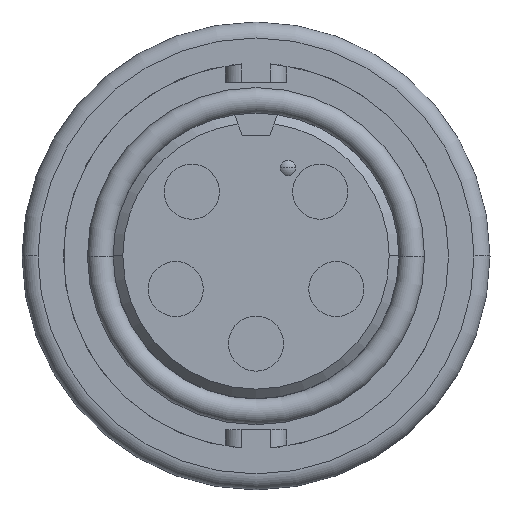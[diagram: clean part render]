
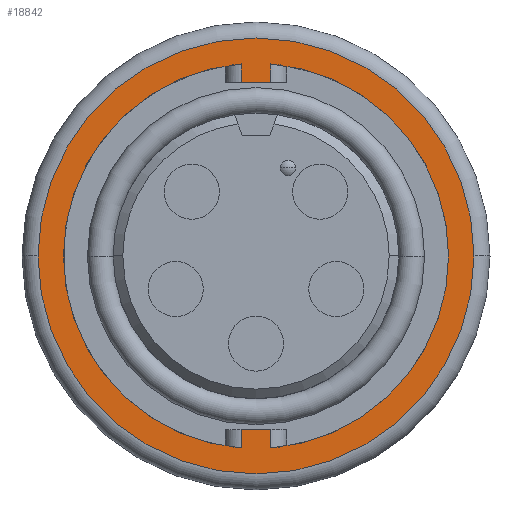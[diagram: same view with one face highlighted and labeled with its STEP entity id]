
A CAD part, top view. The second image highlights one B-rep face of the part: STEP entity #18842.
In plain terms, the highlighted planar face has unit normal (0, 0, 1).
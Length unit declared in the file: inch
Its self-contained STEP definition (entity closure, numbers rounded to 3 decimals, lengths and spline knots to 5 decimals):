
#215 = FACE_OUTER_BOUND ( 'NONE', #4301, .T. ) ;
#450 = EDGE_CURVE ( 'NONE', #17308, #2182, #13251, .T. ) ;
#598 = LINE ( 'NONE', #6125, #12757 ) ;
#614 = EDGE_CURVE ( 'NONE', #18693, #4780, #12336, .T. ) ;
#661 = DIRECTION ( 'NONE',  ( 1., 0., 0. ) ) ;
#896 = CARTESIAN_POINT ( 'NONE',  ( -0.0275, -0.35895, -0.08324 ) ) ;
#1154 = ORIENTED_EDGE ( 'NONE', *, *, #12890, .T. ) ;
#1489 = ORIENTED_EDGE ( 'NONE', *, *, #7175, .T. ) ;
#1691 = CIRCLE ( 'NONE', #15356, 0.4075 ) ;
#2069 = CARTESIAN_POINT ( 'NONE',  ( 0.0275, -0.325, -0.08324 ) ) ;
#2182 = VERTEX_POINT ( 'NONE', #15140 ) ;
#2401 = DIRECTION ( 'NONE',  ( 0., 0., 1. ) ) ;
#2740 = CARTESIAN_POINT ( 'NONE',  ( -0.0275, 0.375, -0.08324 ) ) ;
#3589 = DIRECTION ( 'NONE',  ( 0., 1., 0. ) ) ;
#3763 = VECTOR ( 'NONE', #4205, 39.37008 ) ;
#4205 = DIRECTION ( 'NONE',  ( 0., -1., 0. ) ) ;
#4254 = VERTEX_POINT ( 'NONE', #6197 ) ;
#4260 = CARTESIAN_POINT ( 'NONE',  ( 0., 0., -0.08324 ) ) ;
#4282 = VERTEX_POINT ( 'NONE', #16594 ) ;
#4283 = CARTESIAN_POINT ( 'NONE',  ( 0.0275, 0.375, -0.08324 ) ) ;
#4301 = EDGE_LOOP ( 'NONE', ( #11643, #12472 ) ) ;
#4600 = DIRECTION ( 'NONE',  ( 0., -1., 0. ) ) ;
#4780 = VERTEX_POINT ( 'NONE', #8727 ) ;
#5150 = LINE ( 'NONE', #12308, #12052 ) ;
#5722 = DIRECTION ( 'NONE',  ( 1., 0., 0. ) ) ;
#6047 = AXIS2_PLACEMENT_3D ( 'NONE', #4260, #14547, #5722 ) ;
#6125 = CARTESIAN_POINT ( 'NONE',  ( 0.0275, -0.375, -0.08324 ) ) ;
#6191 = DIRECTION ( 'NONE',  ( 0., 0., 1. ) ) ;
#6197 = CARTESIAN_POINT ( 'NONE',  ( 0.0275, 0.35895, -0.08324 ) ) ;
#6262 = VECTOR ( 'NONE', #4600, 39.37008 ) ;
#6343 = VECTOR ( 'NONE', #661, 39.37008 ) ;
#6959 = CARTESIAN_POINT ( 'NONE',  ( 0., 0., -0.08324 ) ) ;
#7130 = AXIS2_PLACEMENT_3D ( 'NONE', #7218, #17521, #8717 ) ;
#7175 = EDGE_CURVE ( 'NONE', #15543, #11452, #9812, .T. ) ;
#7218 = CARTESIAN_POINT ( 'NONE',  ( 0., 0., -0.08324 ) ) ;
#7355 = EDGE_CURVE ( 'NONE', #7743, #15364, #7968, .T. ) ;
#7712 = CARTESIAN_POINT ( 'NONE',  ( -0.4075, 0., -0.08324 ) ) ;
#7743 = VERTEX_POINT ( 'NONE', #7712 ) ;
#7968 = CIRCLE ( 'NONE', #7130, 0.4075 ) ;
#8028 = ORIENTED_EDGE ( 'NONE', *, *, #17851, .F. ) ;
#8254 = PLANE ( 'NONE',  #16417 ) ;
#8467 = DIRECTION ( 'NONE',  ( 1., 0., 0. ) ) ;
#8717 = DIRECTION ( 'NONE',  ( 1., 0., 0. ) ) ;
#8727 = CARTESIAN_POINT ( 'NONE',  ( 0.36, 0., -0.08324 ) ) ;
#8761 = CARTESIAN_POINT ( 'NONE',  ( 0., 0., -0.08324 ) ) ;
#9036 = EDGE_CURVE ( 'NONE', #18693, #17308, #598, .T. ) ;
#9320 = ORIENTED_EDGE ( 'NONE', *, *, #614, .F. ) ;
#9347 = EDGE_CURVE ( 'NONE', #4282, #15775, #9537, .T. ) ;
#9361 = ORIENTED_EDGE ( 'NONE', *, *, #450, .T. ) ;
#9364 = VECTOR ( 'NONE', #18706, 39.37008 ) ;
#9537 = CIRCLE ( 'NONE', #14749, 0.36 ) ;
#9745 = CARTESIAN_POINT ( 'NONE',  ( 0.4075, 0., -0.08324 ) ) ;
#9812 = LINE ( 'NONE', #12246, #6343 ) ;
#10185 = CARTESIAN_POINT ( 'NONE',  ( -0.0275, 0.325, -0.08324 ) ) ;
#10247 = DIRECTION ( 'NONE',  ( 1., 0., 0. ) ) ;
#10862 = EDGE_CURVE ( 'NONE', #15775, #2182, #5150, .T. ) ;
#11005 = FACE_BOUND ( 'NONE', #17420, .T. ) ;
#11025 = CIRCLE ( 'NONE', #15565, 0.36 ) ;
#11452 = VERTEX_POINT ( 'NONE', #18976 ) ;
#11643 = ORIENTED_EDGE ( 'NONE', *, *, #12742, .T. ) ;
#12031 = EDGE_CURVE ( 'NONE', #4254, #11452, #18035, .T. ) ;
#12046 = ORIENTED_EDGE ( 'NONE', *, *, #9036, .T. ) ;
#12052 = VECTOR ( 'NONE', #3589, 39.37008 ) ;
#12094 = CARTESIAN_POINT ( 'NONE',  ( 0.0275, -0.35895, -0.08324 ) ) ;
#12246 = CARTESIAN_POINT ( 'NONE',  ( -0.0275, 0.325, -0.08324 ) ) ;
#12308 = CARTESIAN_POINT ( 'NONE',  ( -0.0275, -0.375, -0.08324 ) ) ;
#12336 = CIRCLE ( 'NONE', #6047, 0.36 ) ;
#12472 = ORIENTED_EDGE ( 'NONE', *, *, #7355, .T. ) ;
#12680 = DIRECTION ( 'NONE',  ( 1., 0., 0. ) ) ;
#12742 = EDGE_CURVE ( 'NONE', #15364, #7743, #1691, .T. ) ;
#12757 = VECTOR ( 'NONE', #14950, 39.37008 ) ;
#12890 = EDGE_CURVE ( 'NONE', #4282, #15543, #15474, .T. ) ;
#13251 = LINE ( 'NONE', #14507, #9364 ) ;
#14507 = CARTESIAN_POINT ( 'NONE',  ( 0.0275, -0.325, -0.08324 ) ) ;
#14547 = DIRECTION ( 'NONE',  ( 0., 0., 1. ) ) ;
#14749 = AXIS2_PLACEMENT_3D ( 'NONE', #8761, #19060, #10247 ) ;
#14950 = DIRECTION ( 'NONE',  ( 0., 1., 0. ) ) ;
#15019 = CARTESIAN_POINT ( 'NONE',  ( 0., 0., -0.08324 ) ) ;
#15140 = CARTESIAN_POINT ( 'NONE',  ( -0.0275, -0.325, -0.08324 ) ) ;
#15356 = AXIS2_PLACEMENT_3D ( 'NONE', #15019, #6191, #16499 ) ;
#15364 = VERTEX_POINT ( 'NONE', #9745 ) ;
#15474 = LINE ( 'NONE', #2740, #3763 ) ;
#15543 = VERTEX_POINT ( 'NONE', #10185 ) ;
#15565 = AXIS2_PLACEMENT_3D ( 'NONE', #6959, #17273, #8467 ) ;
#15775 = VERTEX_POINT ( 'NONE', #896 ) ;
#16417 = AXIS2_PLACEMENT_3D ( 'NONE', #18549, #2401, #12680 ) ;
#16499 = DIRECTION ( 'NONE',  ( 1., 0., 0. ) ) ;
#16594 = CARTESIAN_POINT ( 'NONE',  ( -0.0275, 0.35895, -0.08324 ) ) ;
#17020 = ORIENTED_EDGE ( 'NONE', *, *, #12031, .F. ) ;
#17273 = DIRECTION ( 'NONE',  ( 0., 0., 1. ) ) ;
#17308 = VERTEX_POINT ( 'NONE', #2069 ) ;
#17420 = EDGE_LOOP ( 'NONE', ( #9320, #12046, #9361, #18794, #18088, #1154, #1489, #17020, #8028 ) ) ;
#17521 = DIRECTION ( 'NONE',  ( 0., 0., 1. ) ) ;
#17851 = EDGE_CURVE ( 'NONE', #4780, #4254, #11025, .T. ) ;
#18035 = LINE ( 'NONE', #4283, #6262 ) ;
#18088 = ORIENTED_EDGE ( 'NONE', *, *, #9347, .F. ) ;
#18549 = CARTESIAN_POINT ( 'NONE',  ( 0., 0., -0.08324 ) ) ;
#18693 = VERTEX_POINT ( 'NONE', #12094 ) ;
#18706 = DIRECTION ( 'NONE',  ( -1., 0., 0. ) ) ;
#18794 = ORIENTED_EDGE ( 'NONE', *, *, #10862, .F. ) ;
#18842 = ADVANCED_FACE ( 'NONE', ( #11005, #215 ), #8254, .T. ) ;
#18976 = CARTESIAN_POINT ( 'NONE',  ( 0.0275, 0.325, -0.08324 ) ) ;
#19060 = DIRECTION ( 'NONE',  ( 0., 0., 1. ) ) ;
